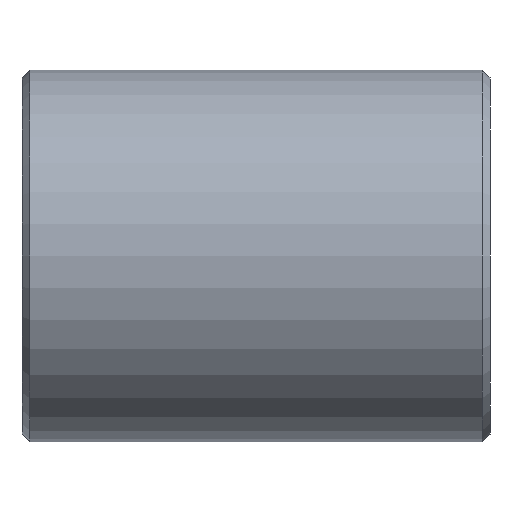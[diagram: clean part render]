
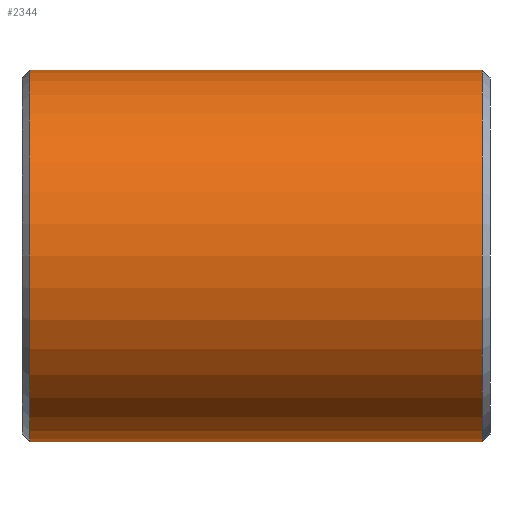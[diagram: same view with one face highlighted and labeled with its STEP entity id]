
A CAD part, left-side view. The second image highlights one B-rep face of the part: STEP entity #2344.
In plain terms, the highlighted cylindrical face has radius 6.35 mm (diameter 12.7 mm), a partial arc.
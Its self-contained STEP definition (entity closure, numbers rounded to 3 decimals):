
#14 = DIRECTION ( 'NONE',  ( 0., 0., 1. ) ) ;
#35 = AXIS2_PLACEMENT_3D ( 'NONE', #2193, #1593, #498 ) ;
#44 = AXIS2_PLACEMENT_3D ( 'NONE', #1324, #204, #14 ) ;
#52 = CARTESIAN_POINT ( 'NONE',  ( 0., -8., 6.35 ) ) ;
#73 = LINE ( 'NONE', #89, #444 ) ;
#75 = DIRECTION ( 'NONE',  ( 0., 0., 1. ) ) ;
#89 = CARTESIAN_POINT ( 'NONE',  ( 0., -8., -6.35 ) ) ;
#145 = EDGE_CURVE ( 'NONE', #1631, #2059, #800, .T. ) ;
#204 = DIRECTION ( 'NONE',  ( 0., 1., 0. ) ) ;
#205 = CIRCLE ( 'NONE', #1816, 6.35 ) ;
#390 = CYLINDRICAL_SURFACE ( 'NONE', #44, 6.35 ) ;
#444 = VECTOR ( 'NONE', #2191, 1000. ) ;
#498 = DIRECTION ( 'NONE',  ( 0., 0., 1. ) ) ;
#520 = ORIENTED_EDGE ( 'NONE', *, *, #659, .T. ) ;
#524 = ORIENTED_EDGE ( 'NONE', *, *, #145, .T. ) ;
#659 = EDGE_CURVE ( 'NONE', #2059, #916, #768, .T. ) ;
#722 = EDGE_CURVE ( 'NONE', #1564, #1631, #205, .T. ) ;
#768 = CIRCLE ( 'NONE', #35, 6.35 ) ;
#800 = LINE ( 'NONE', #52, #1810 ) ;
#916 = VERTEX_POINT ( 'NONE', #1565 ) ;
#930 = FACE_OUTER_BOUND ( 'NONE', #1782, .T. ) ;
#1119 = EDGE_CURVE ( 'NONE', #1564, #916, #73, .T. ) ;
#1238 = CARTESIAN_POINT ( 'NONE',  ( 0., -7.738, 0. ) ) ;
#1324 = CARTESIAN_POINT ( 'NONE',  ( 0., -8., 0. ) ) ;
#1462 = CARTESIAN_POINT ( 'NONE',  ( 0., -7.738, 6.35 ) ) ;
#1564 = VERTEX_POINT ( 'NONE', #1622 ) ;
#1565 = CARTESIAN_POINT ( 'NONE',  ( 0., 7.738, -6.35 ) ) ;
#1593 = DIRECTION ( 'NONE',  ( 0., -1., 0. ) ) ;
#1622 = CARTESIAN_POINT ( 'NONE',  ( 0., -7.738, -6.35 ) ) ;
#1631 = VERTEX_POINT ( 'NONE', #1462 ) ;
#1641 = ORIENTED_EDGE ( 'NONE', *, *, #722, .T. ) ;
#1750 = ORIENTED_EDGE ( 'NONE', *, *, #1119, .F. ) ;
#1782 = EDGE_LOOP ( 'NONE', ( #1750, #1641, #524, #520 ) ) ;
#1810 = VECTOR ( 'NONE', #1912, 1000. ) ;
#1816 = AXIS2_PLACEMENT_3D ( 'NONE', #1238, #2209, #75 ) ;
#1912 = DIRECTION ( 'NONE',  ( 0., 1., 0. ) ) ;
#2059 = VERTEX_POINT ( 'NONE', #2278 ) ;
#2191 = DIRECTION ( 'NONE',  ( 0., 1., 0. ) ) ;
#2193 = CARTESIAN_POINT ( 'NONE',  ( 0., 7.738, 0. ) ) ;
#2209 = DIRECTION ( 'NONE',  ( 0., 1., 0. ) ) ;
#2278 = CARTESIAN_POINT ( 'NONE',  ( 0., 7.738, 6.35 ) ) ;
#2344 = ADVANCED_FACE ( 'NONE', ( #930 ), #390, .T. ) ;
